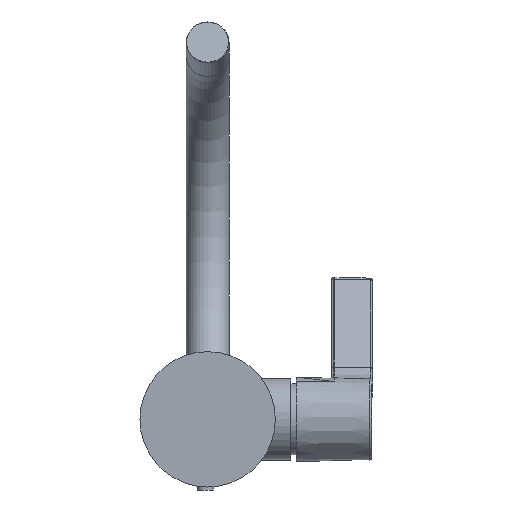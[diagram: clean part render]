
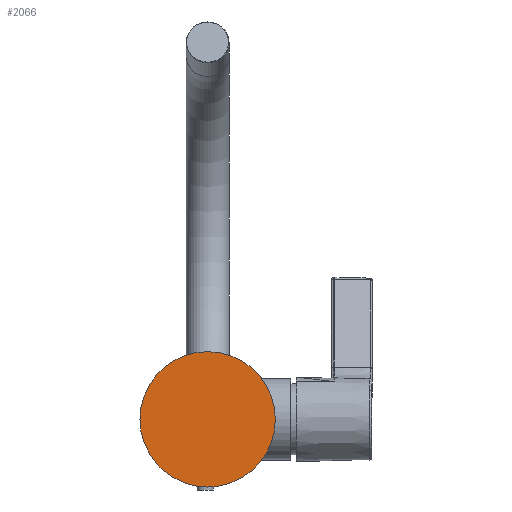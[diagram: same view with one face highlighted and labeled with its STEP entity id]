
A CAD part, front view. The second image highlights one B-rep face of the part: STEP entity #2066.
In plain terms, the highlighted planar face has unit normal (0, -1, 0).
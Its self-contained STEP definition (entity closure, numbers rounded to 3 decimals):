
#285 = DIRECTION ( 'NONE',  ( 0., 0., -1. ) ) ;
#434 = CARTESIAN_POINT ( 'NONE',  ( 0., 0., 0. ) ) ;
#732 = DIRECTION ( 'NONE',  ( 0., 0., -1. ) ) ;
#843 = CARTESIAN_POINT ( 'NONE',  ( 0., 0., 0. ) ) ;
#1185 = ORIENTED_EDGE ( 'NONE', *, *, #2946, .T. ) ;
#1231 = AXIS2_PLACEMENT_3D ( 'NONE', #434, #2450, #732 ) ;
#1682 = AXIS2_PLACEMENT_3D ( 'NONE', #843, #1996, #285 ) ;
#1740 = EDGE_LOOP ( 'NONE', ( #1185 ) ) ;
#1874 = FACE_OUTER_BOUND ( 'NONE', #1740, .T. ) ;
#1996 = DIRECTION ( 'NONE',  ( 0., -1., 0. ) ) ;
#2066 = ADVANCED_FACE ( 'NONE', ( #1874 ), #3146, .T. ) ;
#2417 = CIRCLE ( 'NONE', #1231, 30. ) ;
#2450 = DIRECTION ( 'NONE',  ( 0., -1., 0. ) ) ;
#2946 = EDGE_CURVE ( 'NONE', #3489, #3489, #2417, .T. ) ;
#3146 = PLANE ( 'NONE',  #1682 ) ;
#3457 = CARTESIAN_POINT ( 'NONE',  ( 0., 0., -30. ) ) ;
#3489 = VERTEX_POINT ( 'NONE', #3457 ) ;
